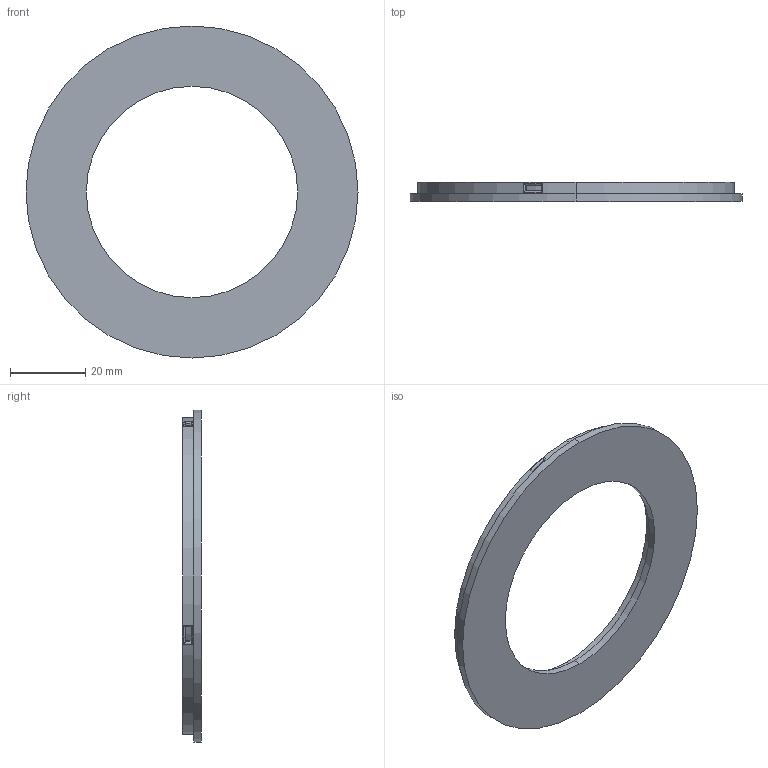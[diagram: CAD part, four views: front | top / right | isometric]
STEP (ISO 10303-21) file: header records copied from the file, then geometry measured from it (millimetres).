
FILE_DESCRIPTION (( 'STEP AP203' ), '1' );
FILE_NAME ('top cover step AP203.STEP', '2023-07-31T09:33:52', ( '' ), ( '' ), 'SwSTEP 2.0', 'SolidWorks 2022', '' );
FILE_SCHEMA (( 'CONFIG_CONTROL_DESIGN' ));
Length unit declared in the file: millimetre
Products named in the file (1): top cover step AP203
Bounding box: 88 x 5 x 88 mm (x, y, z)
Volume: 6311.8 mm3; surface area: 11298.5 mm2
Topology: 1 solids, 1 shells, 44 faces, 114 edges, 76 vertices
Faces by surface type: cylinder 20, plane 18, torus 6
Entity records: 1521 total; most frequent: CARTESIAN_POINT 341, DIRECTION 230, ORIENTED_EDGE 228, EDGE_CURVE 114, AXIS2_PLACEMENT_3D 93, VERTEX_POINT 76, EDGE_LOOP 56, CIRCLE 48
